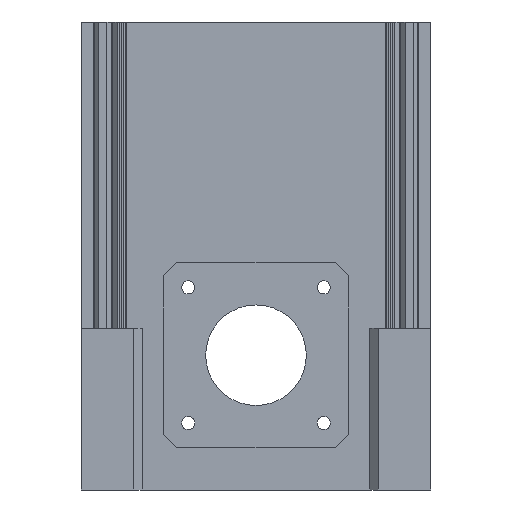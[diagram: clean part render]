
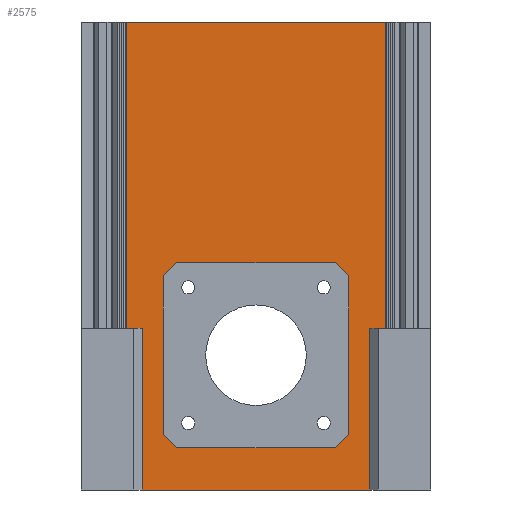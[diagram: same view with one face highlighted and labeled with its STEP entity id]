
A CAD part, front view. The second image highlights one B-rep face of the part: STEP entity #2575.
In plain terms, the highlighted planar face has unit normal (0, -1, 0).
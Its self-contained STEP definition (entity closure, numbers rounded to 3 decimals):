
#73=FACE_BOUND('',#345,.T.);
#96=PLANE('',#2799);
#193=FACE_OUTER_BOUND('',#344,.T.);
#344=EDGE_LOOP('',(#2005,#2006,#2007,#2008,#2009,#2010,#2011,#2012));
#345=EDGE_LOOP('',(#2013,#2014,#2015,#2016,#2017,#2018,#2019,#2020));
#537=LINE('',#3976,#820);
#559=LINE('',#4034,#842);
#572=LINE('',#4075,#855);
#582=LINE('',#4095,#865);
#584=LINE('',#4100,#867);
#585=LINE('',#4101,#868);
#586=LINE('',#4103,#869);
#587=LINE('',#4104,#870);
#588=LINE('',#4107,#871);
#589=LINE('',#4109,#872);
#590=LINE('',#4111,#873);
#591=LINE('',#4113,#874);
#592=LINE('',#4115,#875);
#593=LINE('',#4117,#876);
#594=LINE('',#4119,#877);
#595=LINE('',#4120,#878);
#820=VECTOR('',#3158,10.);
#842=VECTOR('',#3196,10.);
#855=VECTOR('',#3225,10.);
#865=VECTOR('',#3253,10.);
#867=VECTOR('',#3259,10.);
#868=VECTOR('',#3260,10.);
#869=VECTOR('',#3261,10.);
#870=VECTOR('',#3262,10.);
#871=VECTOR('',#3263,10.);
#872=VECTOR('',#3264,10.);
#873=VECTOR('',#3265,10.);
#874=VECTOR('',#3266,10.);
#875=VECTOR('',#3267,10.);
#876=VECTOR('',#3268,10.);
#877=VECTOR('',#3269,10.);
#878=VECTOR('',#3270,10.);
#1256=VERTEX_POINT('',#3973);
#1257=VERTEX_POINT('',#3975);
#1267=VERTEX_POINT('',#3996);
#1285=VERTEX_POINT('',#4032);
#1287=VERTEX_POINT('',#4037);
#1305=VERTEX_POINT('',#4073);
#1306=VERTEX_POINT('',#4094);
#1308=VERTEX_POINT('',#4102);
#1309=VERTEX_POINT('',#4105);
#1310=VERTEX_POINT('',#4106);
#1311=VERTEX_POINT('',#4108);
#1312=VERTEX_POINT('',#4110);
#1313=VERTEX_POINT('',#4112);
#1314=VERTEX_POINT('',#4114);
#1315=VERTEX_POINT('',#4116);
#1316=VERTEX_POINT('',#4118);
#1518=EDGE_CURVE('',#1256,#1257,#537,.T.);
#1547=EDGE_CURVE('',#1267,#1285,#559,.T.);
#1567=EDGE_CURVE('',#1287,#1305,#572,.T.);
#1577=EDGE_CURVE('',#1287,#1306,#582,.T.);
#1580=EDGE_CURVE('',#1257,#1305,#584,.T.);
#1581=EDGE_CURVE('',#1256,#1267,#585,.T.);
#1582=EDGE_CURVE('',#1308,#1285,#586,.T.);
#1583=EDGE_CURVE('',#1306,#1308,#587,.T.);
#1584=EDGE_CURVE('',#1309,#1310,#588,.T.);
#1585=EDGE_CURVE('',#1311,#1310,#589,.T.);
#1586=EDGE_CURVE('',#1311,#1312,#590,.T.);
#1587=EDGE_CURVE('',#1313,#1312,#591,.T.);
#1588=EDGE_CURVE('',#1313,#1314,#592,.T.);
#1589=EDGE_CURVE('',#1315,#1314,#593,.T.);
#1590=EDGE_CURVE('',#1315,#1316,#594,.T.);
#1591=EDGE_CURVE('',#1309,#1316,#595,.T.);
#2005=ORIENTED_EDGE('',*,*,#1580,.F.);
#2006=ORIENTED_EDGE('',*,*,#1518,.F.);
#2007=ORIENTED_EDGE('',*,*,#1581,.T.);
#2008=ORIENTED_EDGE('',*,*,#1547,.T.);
#2009=ORIENTED_EDGE('',*,*,#1582,.F.);
#2010=ORIENTED_EDGE('',*,*,#1583,.F.);
#2011=ORIENTED_EDGE('',*,*,#1577,.F.);
#2012=ORIENTED_EDGE('',*,*,#1567,.T.);
#2013=ORIENTED_EDGE('',*,*,#1584,.T.);
#2014=ORIENTED_EDGE('',*,*,#1585,.F.);
#2015=ORIENTED_EDGE('',*,*,#1586,.T.);
#2016=ORIENTED_EDGE('',*,*,#1587,.F.);
#2017=ORIENTED_EDGE('',*,*,#1588,.T.);
#2018=ORIENTED_EDGE('',*,*,#1589,.F.);
#2019=ORIENTED_EDGE('',*,*,#1590,.T.);
#2020=ORIENTED_EDGE('',*,*,#1591,.F.);
#2575=ADVANCED_FACE('',(#193,#73),#96,.T.);
#2799=AXIS2_PLACEMENT_3D('',#4099,#3257,#3258);
#3158=DIRECTION('',(-1.,0.,0.));
#3196=DIRECTION('',(1.,0.,0.));
#3225=DIRECTION('',(1.,0.,0.));
#3253=DIRECTION('',(0.,0.,1.));
#3257=DIRECTION('center_axis',(0.,-1.,0.));
#3258=DIRECTION('ref_axis',(1.,0.,0.));
#3259=DIRECTION('',(0.,0.,1.));
#3260=DIRECTION('',(0.,0.,1.));
#3261=DIRECTION('',(0.,0.,-1.));
#3262=DIRECTION('',(1.,0.,0.));
#3263=DIRECTION('',(0.,0.,1.));
#3264=DIRECTION('',(-0.707,0.,-0.707));
#3265=DIRECTION('',(1.,0.,0.));
#3266=DIRECTION('',(-0.707,0.,0.707));
#3267=DIRECTION('',(0.,0.,-1.));
#3268=DIRECTION('',(0.707,0.,0.707));
#3269=DIRECTION('',(-1.,0.,0.));
#3270=DIRECTION('',(0.707,0.,-0.707));
#3973=CARTESIAN_POINT('',(-4.,0.,-52.));
#3975=CARTESIAN_POINT('',(-56.,0.,-52.));
#3976=CARTESIAN_POINT('',(-4.,0.,-52.));
#3996=CARTESIAN_POINT('',(-4.,0.,-15.));
#4032=CARTESIAN_POINT('',(-0.3,0.,-15.));
#4034=CARTESIAN_POINT('',(-60.,0.,-15.));
#4037=CARTESIAN_POINT('',(-59.7,0.,-15.));
#4073=CARTESIAN_POINT('',(-56.,0.,-15.));
#4075=CARTESIAN_POINT('',(-60.,0.,-15.));
#4094=CARTESIAN_POINT('',(-59.7,0.,55.));
#4095=CARTESIAN_POINT('',(-59.7,0.,0.));
#4099=CARTESIAN_POINT('Origin',(-30.,0.,30.));
#4100=CARTESIAN_POINT('',(-56.,0.,0.));
#4101=CARTESIAN_POINT('',(-4.,0.,0.));
#4102=CARTESIAN_POINT('',(-0.3,0.,55.));
#4103=CARTESIAN_POINT('',(-0.3,0.,0.));
#4104=CARTESIAN_POINT('',(-35.,0.,55.));
#4105=CARTESIAN_POINT('',(-51.15,0.,-39.338));
#4106=CARTESIAN_POINT('',(-51.15,0.,-3.038));
#4107=CARTESIAN_POINT('',(-51.15,0.,-6.169));
#4108=CARTESIAN_POINT('',(-48.15,0.,-0.038));
#4109=CARTESIAN_POINT('',(-36.853,0.,11.259));
#4110=CARTESIAN_POINT('',(-11.85,0.,-0.038));
#4111=CARTESIAN_POINT('',(-40.575,0.,-0.038));
#4112=CARTESIAN_POINT('',(-8.85,0.,-3.038));
#4113=CARTESIAN_POINT('',(-23.147,0.,11.259));
#4114=CARTESIAN_POINT('',(-8.85,0.,-39.338));
#4115=CARTESIAN_POINT('',(-8.85,0.,14.981));
#4116=CARTESIAN_POINT('',(-11.85,0.,-42.338));
#4117=CARTESIAN_POINT('',(2.447,0.,-28.041));
#4118=CARTESIAN_POINT('',(-48.15,0.,-42.338));
#4119=CARTESIAN_POINT('',(-19.425,0.,-42.338));
#4120=CARTESIAN_POINT('',(-62.447,0.,-28.041));
